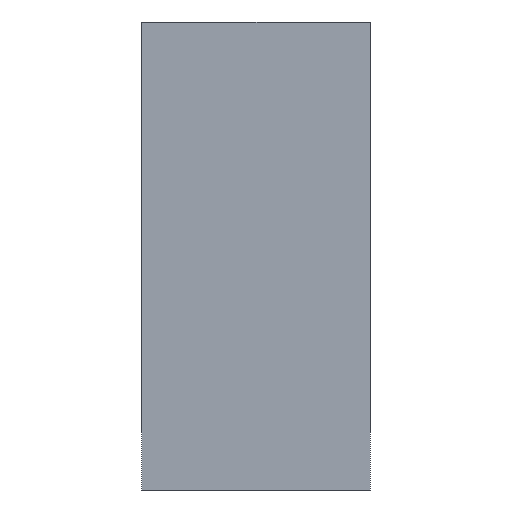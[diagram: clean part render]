
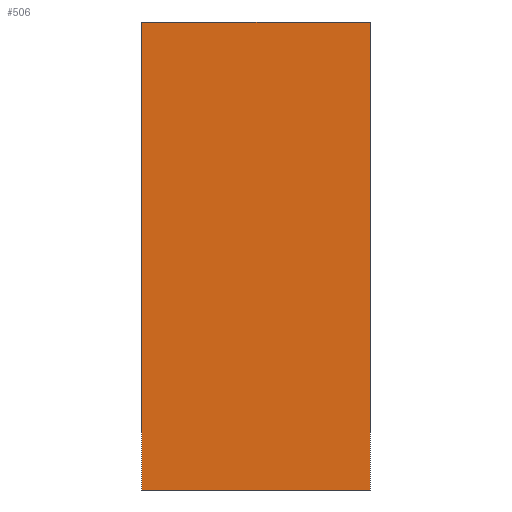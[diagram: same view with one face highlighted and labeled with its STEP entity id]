
A CAD part, left-side view. The second image highlights one B-rep face of the part: STEP entity #506.
In plain terms, the highlighted planar face has unit normal (-1, 0, 0).
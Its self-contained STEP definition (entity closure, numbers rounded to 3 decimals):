
#61=FACE_OUTER_BOUND('',#93,.T.);
#93=EDGE_LOOP('',(#398,#399,#400,#401));
#150=LINE('',#799,#205);
#151=LINE('',#801,#206);
#152=LINE('',#803,#207);
#153=LINE('',#804,#208);
#205=VECTOR('',#649,10.);
#206=VECTOR('',#650,10.);
#207=VECTOR('',#651,10.);
#208=VECTOR('',#652,10.);
#257=VERTEX_POINT('',#797);
#258=VERTEX_POINT('',#798);
#259=VERTEX_POINT('',#800);
#260=VERTEX_POINT('',#802);
#313=EDGE_CURVE('',#257,#258,#150,.T.);
#314=EDGE_CURVE('',#258,#259,#151,.T.);
#315=EDGE_CURVE('',#260,#259,#152,.T.);
#316=EDGE_CURVE('',#257,#260,#153,.T.);
#398=ORIENTED_EDGE('',*,*,#313,.T.);
#399=ORIENTED_EDGE('',*,*,#314,.T.);
#400=ORIENTED_EDGE('',*,*,#315,.F.);
#401=ORIENTED_EDGE('',*,*,#316,.F.);
#488=PLANE('',#552);
#506=ADVANCED_FACE('',(#61),#488,.T.);
#552=AXIS2_PLACEMENT_3D('',#796,#647,#648);
#647=DIRECTION('center_axis',(-1.,0.,0.));
#648=DIRECTION('ref_axis',(0.,-1.,0.));
#649=DIRECTION('',(0.,-1.,0.));
#650=DIRECTION('',(0.,0.,1.));
#651=DIRECTION('',(0.,-1.,0.));
#652=DIRECTION('',(0.,0.,1.));
#796=CARTESIAN_POINT('Origin',(16.788,47.378,0.));
#797=CARTESIAN_POINT('',(16.788,47.378,0.));
#798=CARTESIAN_POINT('',(16.788,3.378,0.));
#799=CARTESIAN_POINT('',(16.788,47.378,0.));
#800=CARTESIAN_POINT('',(16.788,3.378,90.));
#801=CARTESIAN_POINT('',(16.788,3.378,0.));
#802=CARTESIAN_POINT('',(16.788,47.378,90.));
#803=CARTESIAN_POINT('',(16.788,47.378,90.));
#804=CARTESIAN_POINT('',(16.788,47.378,0.));
